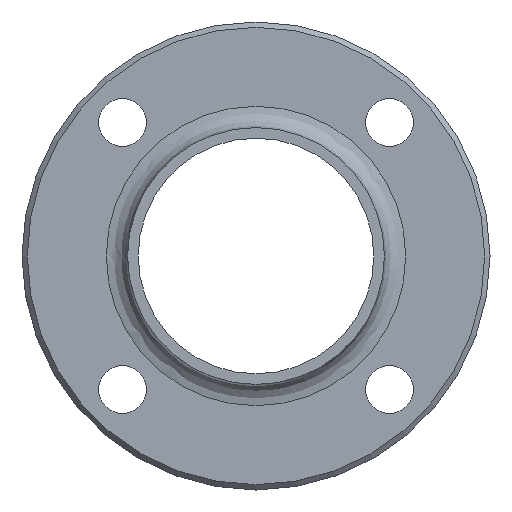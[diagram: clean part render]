
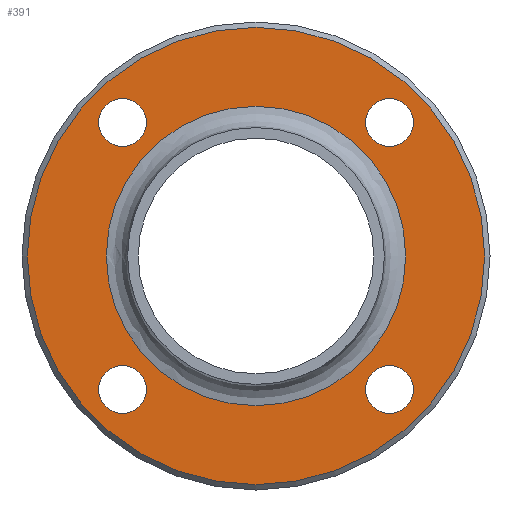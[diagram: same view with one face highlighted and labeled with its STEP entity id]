
A CAD part, left-side view. The second image highlights one B-rep face of the part: STEP entity #391.
In plain terms, the highlighted planar face has unit normal (-1, 0, 0).
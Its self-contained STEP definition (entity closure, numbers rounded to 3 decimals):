
#94=CARTESIAN_POINT('',(35.0,-20.602,-25.102));
#95=VERTEX_POINT('',#94);
#96=CARTESIAN_POINT('',(35.0,-25.102,-25.102));
#97=DIRECTION('',(1.0,0.0,0.0));
#98=DIRECTION('',(0.0,-1.0,0.0));
#99=AXIS2_PLACEMENT_3D('',#96,#97,#98);
#100=CIRCLE('',#99,4.5);
#101=EDGE_CURVE('',#95,#95,#100,.T.);
#143=CARTESIAN_POINT('',(35.0,-25.102,20.602));
#144=VERTEX_POINT('',#143);
#145=CARTESIAN_POINT('',(35.0,-25.102,25.102));
#146=DIRECTION('',(1.0,0.0,0.0));
#147=DIRECTION('',(0.0,0.0,1.0));
#148=AXIS2_PLACEMENT_3D('',#145,#146,#147);
#149=CIRCLE('',#148,4.5);
#150=EDGE_CURVE('',#144,#144,#149,.T.);
#192=CARTESIAN_POINT('',(35.0,20.602,25.102));
#193=VERTEX_POINT('',#192);
#194=CARTESIAN_POINT('',(35.0,25.102,25.102));
#195=DIRECTION('',(1.0,0.0,0.0));
#196=DIRECTION('',(0.0,1.0,0.0));
#197=AXIS2_PLACEMENT_3D('',#194,#195,#196);
#198=CIRCLE('',#197,4.5);
#199=EDGE_CURVE('',#193,#193,#198,.T.);
#241=CARTESIAN_POINT('',(35.0,25.102,-20.602));
#242=VERTEX_POINT('',#241);
#243=CARTESIAN_POINT('',(35.0,25.102,-25.102));
#244=DIRECTION('',(1.0,0.0,0.0));
#245=DIRECTION('',(0.0,0.0,-1.0));
#246=AXIS2_PLACEMENT_3D('',#243,#244,#245);
#247=CIRCLE('',#246,4.5);
#248=EDGE_CURVE('',#242,#242,#247,.T.);
#337=CARTESIAN_POINT('',(35.0,43.,0.));
#338=VERTEX_POINT('',#337);
#339=CARTESIAN_POINT('',(35.0,0.0,0.0));
#340=DIRECTION('',(1.0,0.0,0.0));
#341=DIRECTION('',(0.0,-1.0,0.0));
#342=AXIS2_PLACEMENT_3D('',#339,#340,#341);
#343=CIRCLE('',#342,43.);
#344=EDGE_CURVE('',#338,#338,#343,.T.);
#360=CARTESIAN_POINT('',(35.0,36.075,0.0));
#361=DIRECTION('',(-1.0,0.0,0.0));
#362=DIRECTION('',(0.0,0.0,1.0));
#363=AXIS2_PLACEMENT_3D('',#360,#361,#362);
#364=PLANE('',#363);
#365=ORIENTED_EDGE('',*,*,#344,.F.);
#366=EDGE_LOOP('',(#365));
#367=FACE_OUTER_BOUND('',#366,.T.);
#368=ORIENTED_EDGE('',*,*,#101,.T.);
#369=EDGE_LOOP('',(#368));
#370=FACE_BOUND('',#369,.T.);
#371=ORIENTED_EDGE('',*,*,#150,.T.);
#372=EDGE_LOOP('',(#371));
#373=FACE_BOUND('',#372,.T.);
#374=ORIENTED_EDGE('',*,*,#199,.T.);
#375=EDGE_LOOP('',(#374));
#376=FACE_BOUND('',#375,.T.);
#377=ORIENTED_EDGE('',*,*,#248,.T.);
#378=EDGE_LOOP('',(#377));
#379=FACE_BOUND('',#378,.T.);
#380=CARTESIAN_POINT('',(35.0,28.15,0.0));
#381=VERTEX_POINT('',#380);
#382=CARTESIAN_POINT('',(35.0,0.0,0.0));
#383=DIRECTION('',(1.0,0.0,0.0));
#384=DIRECTION('',(0.0,1.0,0.0));
#385=AXIS2_PLACEMENT_3D('',#382,#383,#384);
#386=CIRCLE('',#385,28.15);
#387=EDGE_CURVE('',#381,#381,#386,.T.);
#388=ORIENTED_EDGE('',*,*,#387,.T.);
#389=EDGE_LOOP('',(#388));
#390=FACE_BOUND('',#389,.T.);
#391=ADVANCED_FACE('',(#367,#370,#373,#376,#379,#390),#364,.T.);
